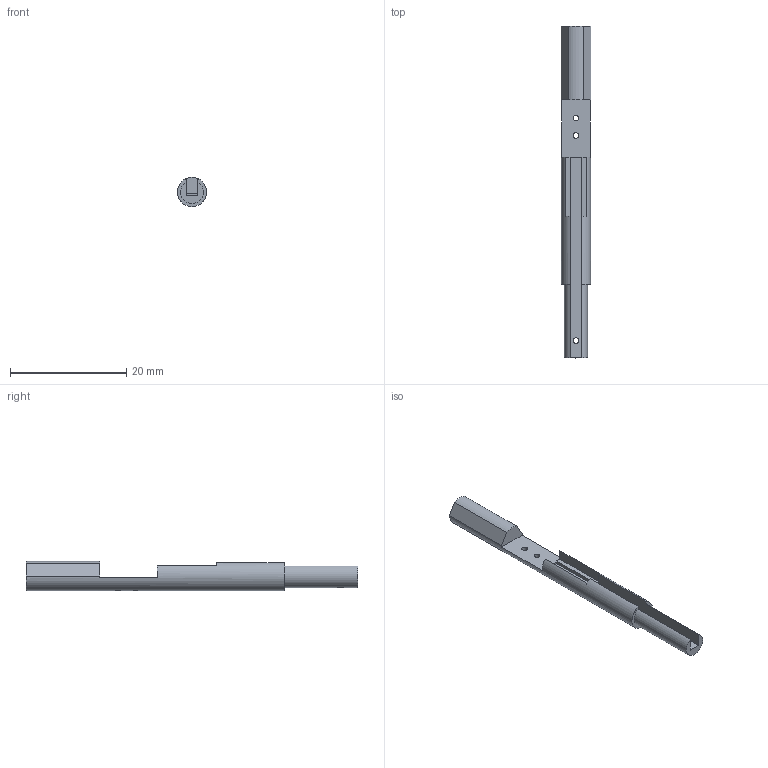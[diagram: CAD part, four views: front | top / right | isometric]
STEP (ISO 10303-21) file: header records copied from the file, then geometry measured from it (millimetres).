
FILE_DESCRIPTION(/* description */ ('Unknown'),/* implementation_level */ '2;1');
FILE_NAME(/* name */ 'ProbeAdapterOR3',/* time_stamp */ '2023-10-13T13:04:54-07:00',/* author */ ('Unknown'),/* organization */ ('Unknown'),/* preprocessor_version */ 'ST-DEVELOPER v18.102',/* originating_system */ 'Solid Edge',/* authorisation */ 'Unknown');
FILE_SCHEMA (('AUTOMOTIVE_DESIGN {1 0 10303 214 3 1 1}'));
Length unit declared in the file: millimetre
Products named in the file (1): ProbeAdapterOR3
Bounding box: 5.03 x 57.15 x 5.03 mm (x, y, z)
Volume: 613.5 mm3; surface area: 1129.4 mm2
Topology: 1 solids, 1 shells, 27 faces, 75 edges, 50 vertices
Faces by surface type: plane 19, cylinder 7, cone 1
Full cylindrical faces by diameter (mm): 0.991 x3, 3.327 x1
Entity records: 875 total; most frequent: CARTESIAN_POINT 171, DIRECTION 136, ORIENTED_EDGE 132, EDGE_CURVE 66, VERTEX_POINT 47, LINE 46, VECTOR 46, AXIS2_PLACEMENT_3D 45
